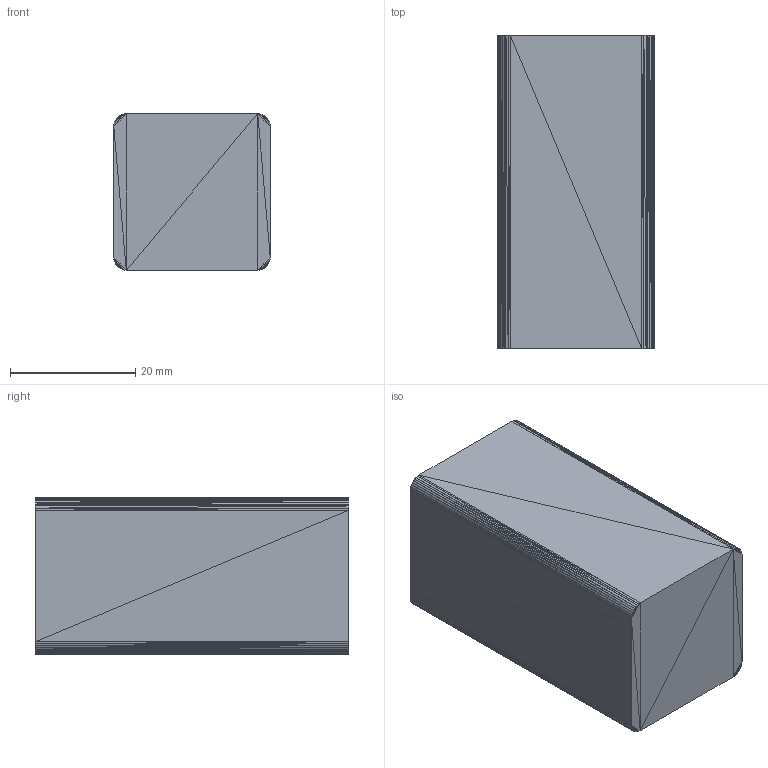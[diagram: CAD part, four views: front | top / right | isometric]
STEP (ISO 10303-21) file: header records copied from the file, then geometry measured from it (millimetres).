
FILE_DESCRIPTION((''),'2;1');
FILE_NAME('goki_block_2', '2025-12-04T15:11:02', (''), (''), 'ImageToStl.com STEP Converter','', '');
FILE_SCHEMA(('AUTOMOTIVE_DESIGN_CC2'));
Length unit declared in the file: metre
Products named in the file (1): product0
Bounding box: 25 x 50 x 25 mm (x, y, z)
Surface area: 6070.6 mm2 (no closed solid volume)
Topology: 0 solids, 164 shells, 164 faces, 492 edges, 84 vertices
Faces by surface type: plane 164
Entity records: 3804 total; most frequent: DIRECTION 822, ORIENTED_EDGE 492, EDGE_CURVE 492, LINE 492, VECTOR 492, AXIS2_PLACEMENT_3D 165, FACE_SURFACE 164, PLANE 164
